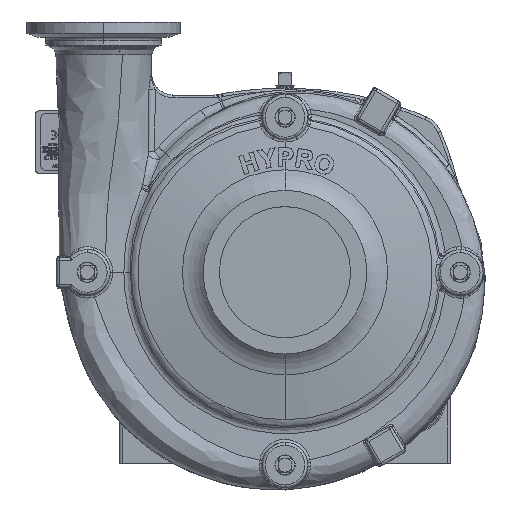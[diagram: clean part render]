
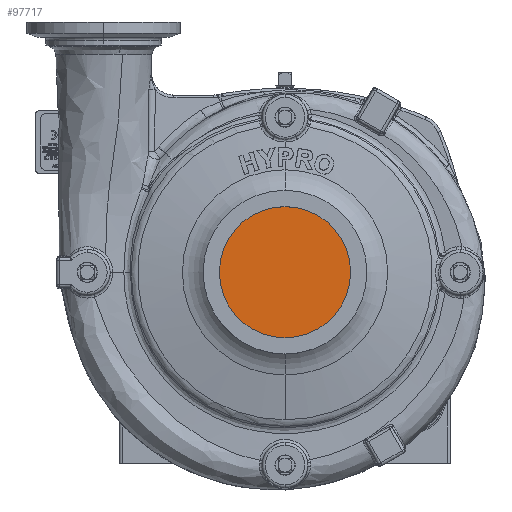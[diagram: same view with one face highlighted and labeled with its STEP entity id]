
A CAD part, top view. The second image highlights one B-rep face of the part: STEP entity #97717.
In plain terms, the highlighted planar face has unit normal (0, 0, 1).
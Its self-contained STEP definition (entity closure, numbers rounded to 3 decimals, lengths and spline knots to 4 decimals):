
#4089 = CIRCLE ( 'NONE', #97657, 1.31 ) ;
#16645 = EDGE_LOOP ( 'NONE', ( #64183, #69323 ) ) ;
#24670 = DIRECTION ( 'NONE',  ( 0., -1., 0. ) ) ;
#30236 = CARTESIAN_POINT ( 'NONE',  ( 0., -1.31, 3.79 ) ) ;
#34340 = CARTESIAN_POINT ( 'NONE',  ( 0., 0., 3.79 ) ) ;
#43224 = DIRECTION ( 'NONE',  ( 0., -1., 0. ) ) ;
#49696 = DIRECTION ( 'NONE',  ( 0., 0., 1. ) ) ;
#50465 = CARTESIAN_POINT ( 'NONE',  ( 0., 0., 3.79 ) ) ;
#53024 = CARTESIAN_POINT ( 'NONE',  ( 0., 1.31, 3.79 ) ) ;
#64183 = ORIENTED_EDGE ( 'NONE', *, *, #108082, .T. ) ;
#66263 = AXIS2_PLACEMENT_3D ( 'NONE', #34340, #95653, #43224 ) ;
#68501 = PLANE ( 'NONE',  #97953 ) ;
#69323 = ORIENTED_EDGE ( 'NONE', *, *, #90156, .T. ) ;
#77181 = DIRECTION ( 'NONE',  ( 0., 0., 1. ) ) ;
#90156 = EDGE_CURVE ( 'NONE', #104554, #94588, #4089, .T. ) ;
#94588 = VERTEX_POINT ( 'NONE', #30236 ) ;
#95653 = DIRECTION ( 'NONE',  ( 0., 0., 1. ) ) ;
#96945 = CIRCLE ( 'NONE', #66263, 1.31 ) ;
#97657 = AXIS2_PLACEMENT_3D ( 'NONE', #101948, #49696, #110693 ) ;
#97717 = ADVANCED_FACE ( 'NONE', ( #108071 ), #68501, .T. ) ;
#97953 = AXIS2_PLACEMENT_3D ( 'NONE', #50465, #77181, #24670 ) ;
#101948 = CARTESIAN_POINT ( 'NONE',  ( 0., 0., 3.79 ) ) ;
#104554 = VERTEX_POINT ( 'NONE', #53024 ) ;
#108071 = FACE_OUTER_BOUND ( 'NONE', #16645, .T. ) ;
#108082 = EDGE_CURVE ( 'NONE', #94588, #104554, #96945, .T. ) ;
#110693 = DIRECTION ( 'NONE',  ( 0., -1., 0. ) ) ;
